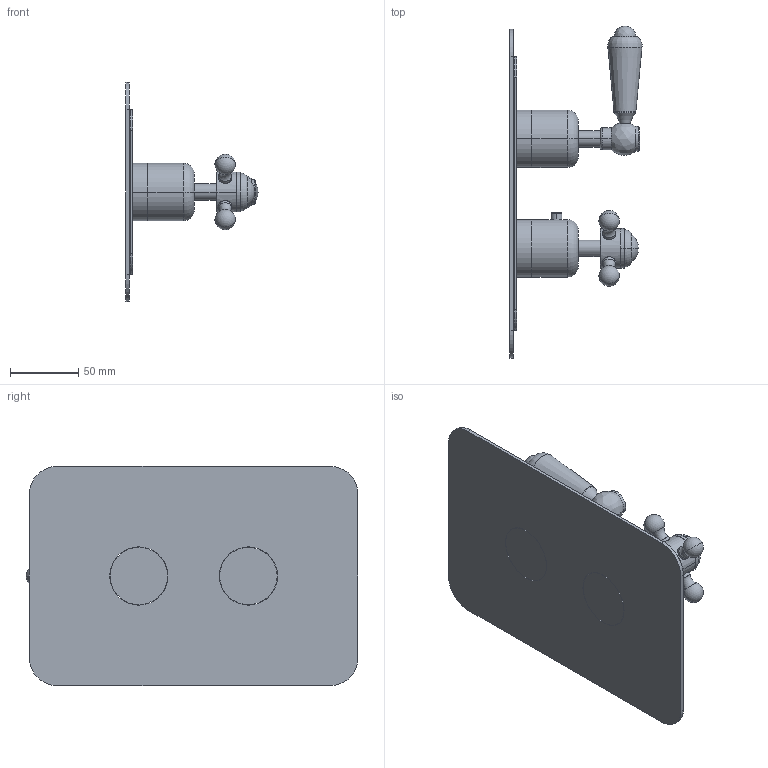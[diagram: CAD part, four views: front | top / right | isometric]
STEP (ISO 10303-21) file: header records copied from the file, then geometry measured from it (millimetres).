
FILE_DESCRIPTION((''),'2;1');
FILE_NAME('85690-85691_ASM','2018-08-09T',('MQ'),(''),'PRO/ENGINEER BY PARAMETRIC TECHNOLOGY CORPORATION, 2012130','PRO/ENGINEER BY PARAMETRIC TECHNOLOGY CORPORATION, 2012130','');
FILE_SCHEMA(('CONFIG_CONTROL_DESIGN'));
Products named in the file (5): 4100-0111; 98; YIZHI-NEW-3NEW; 85-; 85690-85691_ASM
Assembly tree (4 placements, depth 2):
  85690-85691_ASM
    4100-0111
    98
    YIZHI-NEW-3NEW
    85-
Bounding box: 96.5 x 242.41 x 160 mm (x, y, z)
Volume: 333782.1 mm3; surface area: 107236.1 mm2
Topology: 4 solids, 4 shells, 136 faces, 298 edges, 174 vertices
Faces by surface type: cylinder 50, torus 38, plane 28, sphere 10, bspline 6, cone 2, revolution 2
Entity records: 4124 total; most frequent: CARTESIAN_POINT 963, DIRECTION 739, ORIENTED_EDGE 572, AXIS2_PLACEMENT_3D 330, EDGE_CURVE 286, CIRCLE 193, VERTEX_POINT 174, EDGE_LOOP 156
